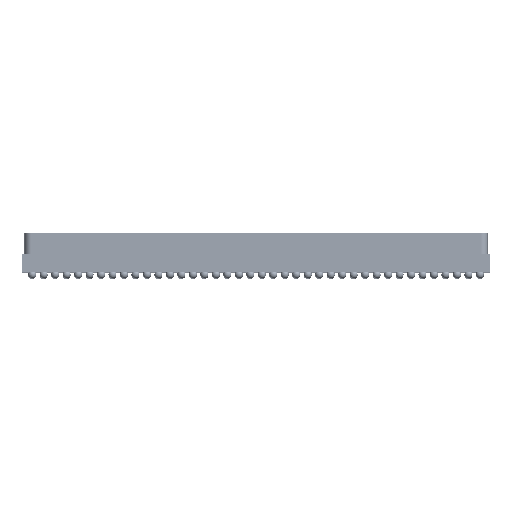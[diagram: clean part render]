
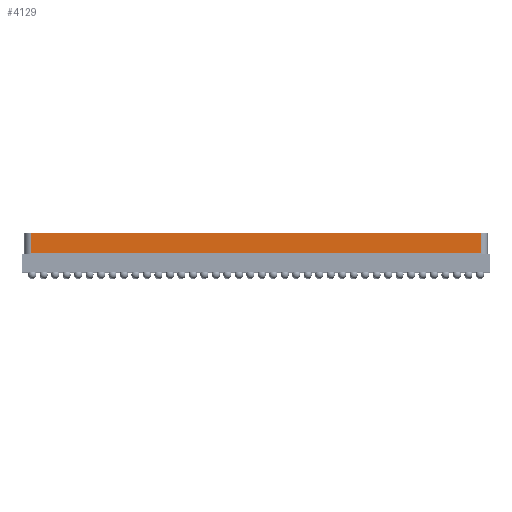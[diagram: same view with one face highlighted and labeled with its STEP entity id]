
A CAD part, top view. The second image highlights one B-rep face of the part: STEP entity #4129.
In plain terms, the highlighted planar face has unit normal (0, 0, 1).
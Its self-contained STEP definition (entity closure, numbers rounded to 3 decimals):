
#3612=DIRECTION('',(1.,0.,0.));
#3613=VECTOR('',#3612,36.1);
#3614=CARTESIAN_POINT('',(-18.05,1.49,18.55));
#3615=LINE('',#3614,#3613);
#3704=DIRECTION('',(0.,-1.,0.));
#3705=VECTOR('',#3704,1.65);
#3706=CARTESIAN_POINT('',(-18.05,3.14,18.55));
#3707=LINE('',#3706,#3705);
#3711=DIRECTION('',(0.,-1.,0.));
#3712=VECTOR('',#3711,1.65);
#3713=CARTESIAN_POINT('',(18.05,3.14,18.55));
#3714=LINE('',#3713,#3712);
#3785=DIRECTION('',(1.,0.,0.));
#3786=VECTOR('',#3785,36.1);
#3787=CARTESIAN_POINT('',(-18.05,3.14,18.55));
#3788=LINE('',#3787,#3786);
#3892=CARTESIAN_POINT('',(-18.05,1.49,18.55));
#3894=VERTEX_POINT('',#3892);
#3898=CARTESIAN_POINT('',(-18.05,3.14,18.55));
#3899=VERTEX_POINT('',#3898);
#3901=CARTESIAN_POINT('',(18.05,1.49,18.55));
#3903=VERTEX_POINT('',#3901);
#3904=CARTESIAN_POINT('',(18.05,3.14,18.55));
#3905=VERTEX_POINT('',#3904);
#4116=CARTESIAN_POINT('',(-18.55,1.49,18.55));
#4117=DIRECTION('',(0.,0.,1.));
#4118=DIRECTION('',(1.,0.,0.));
#4119=AXIS2_PLACEMENT_3D('',#4116,#4117,#4118);
#4120=PLANE('',#4119);
#4122=ORIENTED_EDGE('',*,*,#4121,.F.);
#4124=ORIENTED_EDGE('',*,*,#4123,.T.);
#4125=ORIENTED_EDGE('',*,*,#4101,.T.);
#4126=ORIENTED_EDGE('',*,*,#3923,.F.);
#4127=EDGE_LOOP('',(#4122,#4124,#4125,#4126));
#4128=FACE_OUTER_BOUND('',#4127,.F.);
#4129=ADVANCED_FACE('',(#4128),#4120,.T.);
#3923=EDGE_CURVE('',#3894,#3903,#3615,.T.);
#4101=EDGE_CURVE('',#3905,#3903,#3714,.T.);
#4121=EDGE_CURVE('',#3899,#3894,#3707,.T.);
#4123=EDGE_CURVE('',#3899,#3905,#3788,.T.);
